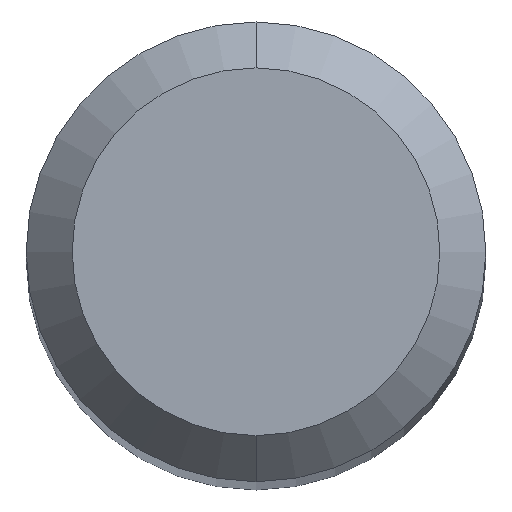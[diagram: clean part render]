
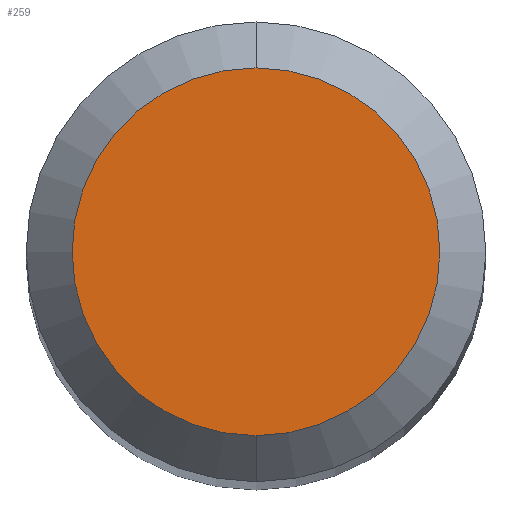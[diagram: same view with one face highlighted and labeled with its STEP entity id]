
A CAD part, top view. The second image highlights one B-rep face of the part: STEP entity #259.
In plain terms, the highlighted planar face has unit normal (0, 0, 1).
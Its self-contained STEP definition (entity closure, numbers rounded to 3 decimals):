
#259=ADVANCED_FACE('',(#561),#562,.T.);
#277=EDGE_CURVE('',#381,#379,#580,.T.);
#367=EDGE_CURVE('',#379,#381,#681,.T.);
#379=VERTEX_POINT('',#693);
#381=VERTEX_POINT('',#695);
#561=FACE_OUTER_BOUND('',#951,.T.);
#562=PLANE('',#952);
#580=CIRCLE('',#1029,1.2);
#681=CIRCLE('',#1287,1.2);
#693=CARTESIAN_POINT('',(0.,-1.2,30.201));
#695=CARTESIAN_POINT('',(0.0,1.2,30.201));
#951=EDGE_LOOP('',(#1546,#1547));
#952=AXIS2_PLACEMENT_3D('',#1548,#1549,#1550);
#1029=AXIS2_PLACEMENT_3D('',#1557,#1558,#1559);
#1287=AXIS2_PLACEMENT_3D('',#1671,#1672,#1673);
#1546=ORIENTED_EDGE('',*,*,#277,.F.);
#1547=ORIENTED_EDGE('',*,*,#367,.F.);
#1548=CARTESIAN_POINT('',(0.0,0.6,30.201));
#1549=DIRECTION('',(-0.0,0.0,1.0));
#1550=DIRECTION('',(0.0,-1.0,0.0));
#1557=CARTESIAN_POINT('',(0.0,0.0,30.201));
#1558=DIRECTION('',(0.0,0.0,-1.0));
#1559=DIRECTION('',(0.0,1.0,0.0));
#1671=CARTESIAN_POINT('',(0.0,0.0,30.201));
#1672=DIRECTION('',(0.0,0.0,-1.0));
#1673=DIRECTION('',(0.0,1.0,0.0));
